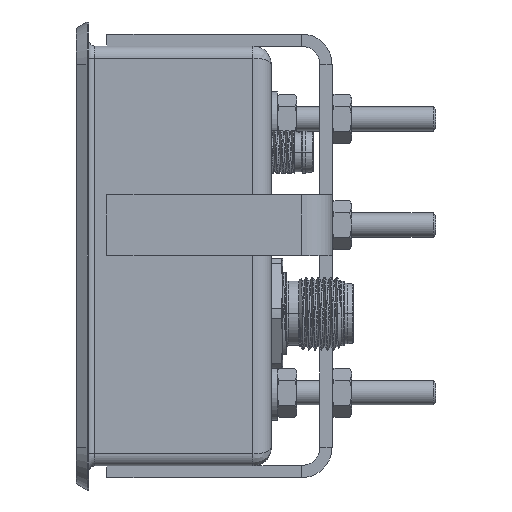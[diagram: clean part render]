
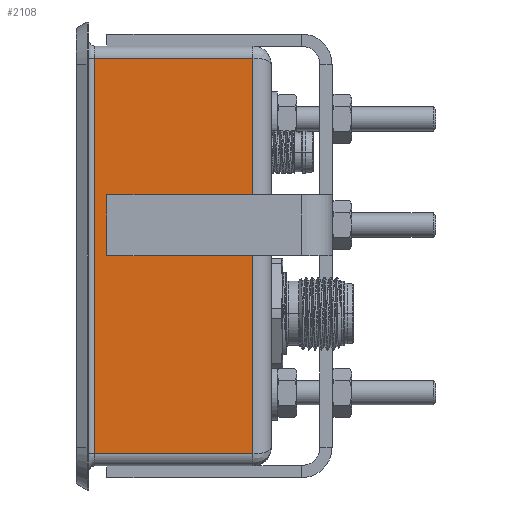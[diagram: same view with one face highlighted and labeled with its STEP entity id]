
A CAD part, left-side view. The second image highlights one B-rep face of the part: STEP entity #2108.
In plain terms, the highlighted planar face has unit normal (-1, 0, 0).
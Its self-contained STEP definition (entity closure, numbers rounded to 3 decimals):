
#757 = DIRECTION ( 'NONE',  ( 0., 0., -1. ) ) ;
#1686 = DIRECTION ( 'NONE',  ( 0., 0., -1. ) ) ;
#2070 = VECTOR ( 'NONE', #1686, 1000. ) ;
#2108 = ADVANCED_FACE ( 'NONE', ( #6506 ), #13579, .F. ) ;
#2137 = ORIENTED_EDGE ( 'NONE', *, *, #16607, .F. ) ;
#2321 = DIRECTION ( 'NONE',  ( 0., 1., 0. ) ) ;
#2517 = EDGE_CURVE ( 'NONE', #15397, #15246, #6197, .T. ) ;
#2927 = LINE ( 'NONE', #10083, #4034 ) ;
#3740 = LINE ( 'NONE', #9472, #6814 ) ;
#4034 = VECTOR ( 'NONE', #14216, 1000. ) ;
#6197 = LINE ( 'NONE', #7799, #14796 ) ;
#6226 = CARTESIAN_POINT ( 'NONE',  ( -8.816, 1.909, 15.664 ) ) ;
#6506 = FACE_OUTER_BOUND ( 'NONE', #8355, .T. ) ;
#6543 = EDGE_CURVE ( 'NONE', #17615, #18691, #8644, .T. ) ;
#6814 = VECTOR ( 'NONE', #2321, 1000. ) ;
#7325 = CARTESIAN_POINT ( 'NONE',  ( -8.816, 27.909, 15.664 ) ) ;
#7799 = CARTESIAN_POINT ( 'NONE',  ( -8.816, 1.909, 80.664 ) ) ;
#7853 = ORIENTED_EDGE ( 'NONE', *, *, #6543, .T. ) ;
#8355 = EDGE_LOOP ( 'NONE', ( #2137, #16373, #15426, #7853 ) ) ;
#8644 = LINE ( 'NONE', #7325, #2070 ) ;
#9472 = CARTESIAN_POINT ( 'NONE',  ( -8.816, -1.091, 80.664 ) ) ;
#9881 = CARTESIAN_POINT ( 'NONE',  ( -8.816, 27.909, 15.664 ) ) ;
#10083 = CARTESIAN_POINT ( 'NONE',  ( -8.816, -1.091, 15.664 ) ) ;
#10118 = CARTESIAN_POINT ( 'NONE',  ( -8.816, 1.909, 80.664 ) ) ;
#12027 = DIRECTION ( 'NONE',  ( 0., 0., 1. ) ) ;
#12343 = CARTESIAN_POINT ( 'NONE',  ( -8.816, -1.091, 80.664 ) ) ;
#12894 = AXIS2_PLACEMENT_3D ( 'NONE', #12343, #16727, #757 ) ;
#13144 = CARTESIAN_POINT ( 'NONE',  ( -8.816, 27.909, 80.664 ) ) ;
#13579 = PLANE ( 'NONE',  #12894 ) ;
#14216 = DIRECTION ( 'NONE',  ( 0., 1., 0. ) ) ;
#14796 = VECTOR ( 'NONE', #12027, 1000. ) ;
#15246 = VERTEX_POINT ( 'NONE', #10118 ) ;
#15397 = VERTEX_POINT ( 'NONE', #6226 ) ;
#15426 = ORIENTED_EDGE ( 'NONE', *, *, #17983, .T. ) ;
#16373 = ORIENTED_EDGE ( 'NONE', *, *, #2517, .T. ) ;
#16607 = EDGE_CURVE ( 'NONE', #15397, #18691, #2927, .T. ) ;
#16727 = DIRECTION ( 'NONE',  ( 1., 0., 0. ) ) ;
#17615 = VERTEX_POINT ( 'NONE', #13144 ) ;
#17983 = EDGE_CURVE ( 'NONE', #15246, #17615, #3740, .T. ) ;
#18691 = VERTEX_POINT ( 'NONE', #9881 ) ;
